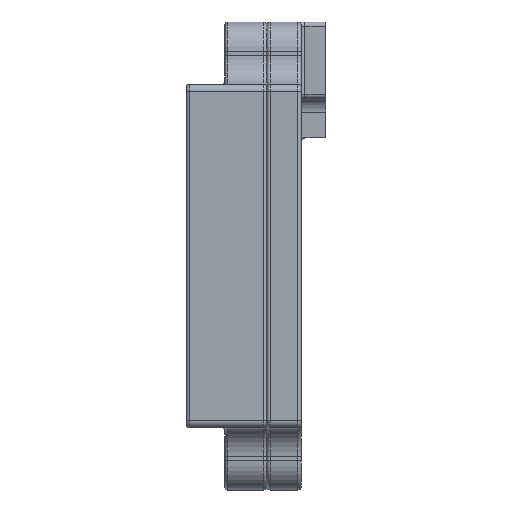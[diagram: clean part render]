
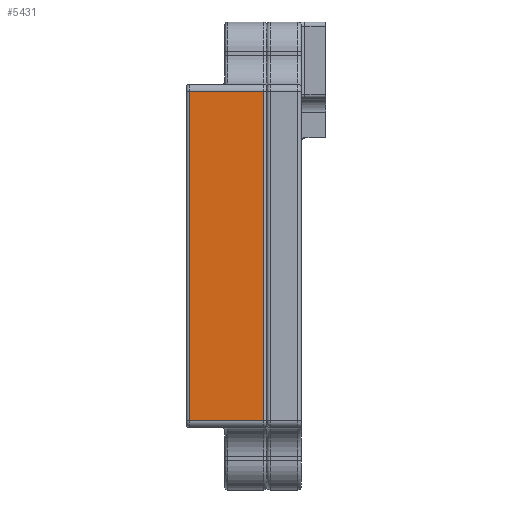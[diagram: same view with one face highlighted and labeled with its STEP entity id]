
A CAD part, front view. The second image highlights one B-rep face of the part: STEP entity #5431.
In plain terms, the highlighted planar face has unit normal (0, -1, 0).
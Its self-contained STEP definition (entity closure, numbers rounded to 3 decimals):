
#174=PLANE('',#5865);
#317=LINE('',#8793,#737);
#327=LINE('',#8849,#747);
#328=LINE('',#8851,#748);
#329=LINE('',#8852,#749);
#737=VECTOR('',#6697,10.);
#747=VECTOR('',#6767,10.);
#748=VECTOR('',#6768,10.);
#749=VECTOR('',#6769,10.);
#1303=FACE_OUTER_BOUND('',#1654,.T.);
#1654=EDGE_LOOP('',(#3904,#3905,#3906,#3907));
#2459=VERTEX_POINT('',#8785);
#2461=VERTEX_POINT('',#8791);
#2477=VERTEX_POINT('',#8848);
#2478=VERTEX_POINT('',#8850);
#2984=EDGE_CURVE('',#2461,#2459,#317,.T.);
#3013=EDGE_CURVE('',#2477,#2461,#327,.T.);
#3014=EDGE_CURVE('',#2478,#2477,#328,.T.);
#3015=EDGE_CURVE('',#2459,#2478,#329,.T.);
#3904=ORIENTED_EDGE('',*,*,#2984,.F.);
#3905=ORIENTED_EDGE('',*,*,#3013,.F.);
#3906=ORIENTED_EDGE('',*,*,#3014,.F.);
#3907=ORIENTED_EDGE('',*,*,#3015,.F.);
#5431=ADVANCED_FACE('',(#1303),#174,.T.);
#5865=AXIS2_PLACEMENT_3D('',#8847,#6765,#6766);
#6697=DIRECTION('',(-1.,0.,0.));
#6765=DIRECTION('center_axis',(0.,-1.,0.));
#6766=DIRECTION('ref_axis',(0.,0.,-1.));
#6767=DIRECTION('',(0.,0.,-1.));
#6768=DIRECTION('',(1.,0.,0.));
#6769=DIRECTION('',(0.,0.,1.));
#8785=CARTESIAN_POINT('',(-23.7,-1.,-5.975));
#8791=CARTESIAN_POINT('',(23.7,-1.,-5.975));
#8793=CARTESIAN_POINT('',(-3.95,-1.,-5.975));
#8847=CARTESIAN_POINT('Origin',(0.,-1.,-0.6));
#8848=CARTESIAN_POINT('',(23.7,-1.,4.775));
#8849=CARTESIAN_POINT('',(23.7,-1.,-3.488));
#8850=CARTESIAN_POINT('',(-23.7,-1.,4.775));
#8851=CARTESIAN_POINT('',(3.95,-1.,4.775));
#8852=CARTESIAN_POINT('',(-23.7,-1.,2.288));
